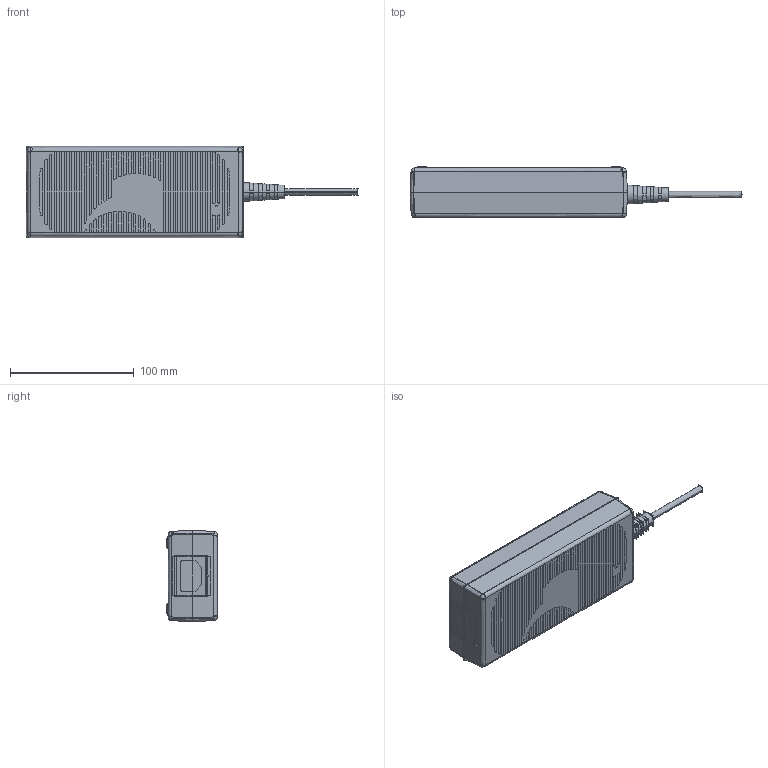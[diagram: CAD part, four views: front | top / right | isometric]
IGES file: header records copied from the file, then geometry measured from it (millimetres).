
Start section:  PTC IGES file: GTM961600-GTM961800-T2A.igs
Global section: file name: GTM961600-GTM961800-T2A.igs; native system: Pro/ENGINEER by Parametric Technology Corporation; preprocessor: 2010280; author: Administrator; organization: Unknown; date: 20180423.142104; units: millimetre
Bounding box: 268.7 x 41.2 x 74.01 mm (x, y, z)
Surface area: 1683816.7 mm2 (no closed solid volume)
Topology: 0 solids, 0 shells, 2476 faces, 17696 edges, 17696 vertices
Faces by surface type: bspline 2476
